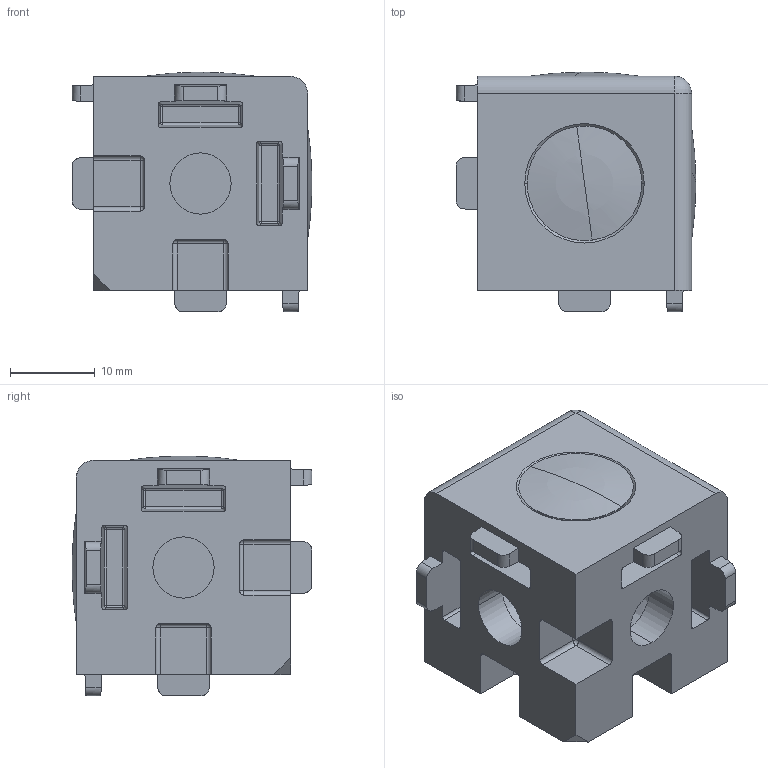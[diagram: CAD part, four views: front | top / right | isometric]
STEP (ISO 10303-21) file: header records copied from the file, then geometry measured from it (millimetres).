
FILE_DESCRIPTION (( 'STEP AP203' ), '1' );
FILE_NAME ('148956.step', '2021-06-08T10:28:31', ( '' ), ( '' ), 'SwSTEP 2.0', 'SolidWorks 2021', '' );
FILE_SCHEMA (( 'CONFIG_CONTROL_DESIGN' ));
Length unit declared in the file: millimetre
Products named in the file (1): 148956
Bounding box: 28.2 x 28.2 x 28.2 mm (x, y, z)
Volume: 10174 mm3; surface area: 7472.3 mm2
Topology: 4 solids, 4 shells, 314 faces, 790 edges, 474 vertices
Faces by surface type: cylinder 111, plane 103, sphere 37, torus 33, cone 30
Entity records: 10421 total; most frequent: CARTESIAN_POINT 2972, DIRECTION 1600, ORIENTED_EDGE 1532, EDGE_CURVE 766, AXIS2_PLACEMENT_3D 623, VERTEX_POINT 471, LINE 354, VECTOR 354
